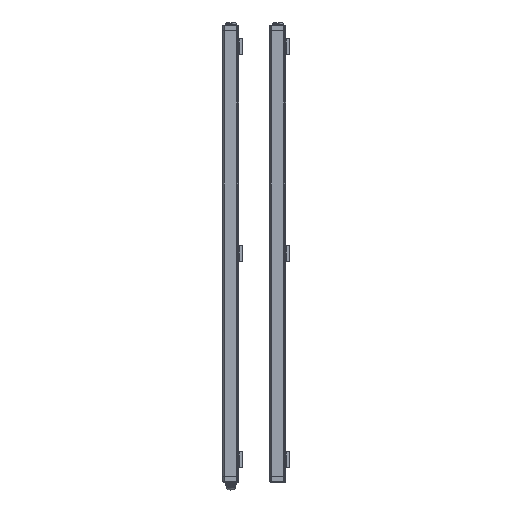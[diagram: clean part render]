
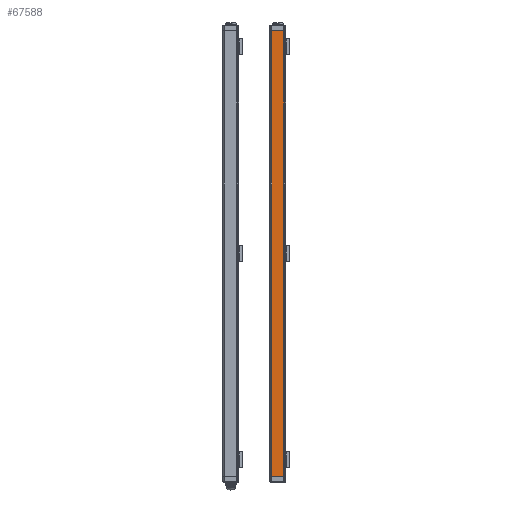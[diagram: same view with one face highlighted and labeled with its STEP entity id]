
A CAD part, top view. The second image highlights one B-rep face of the part: STEP entity #67588.
In plain terms, the highlighted planar face has unit normal (0, 0, 1).
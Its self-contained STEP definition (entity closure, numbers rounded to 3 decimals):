
#6292=LINE('',#136044,#12298);
#6454=LINE('',#136640,#12460);
#6457=LINE('',#136646,#12463);
#6458=LINE('',#136647,#12464);
#12298=VECTOR('',#93375,37.6);
#12460=VECTOR('',#93885,1398.5);
#12463=VECTOR('',#93890,1398.5);
#12464=VECTOR('',#93891,37.6);
#19214=FACE_OUTER_BOUND('',#23718,.T.);
#23718=EDGE_LOOP('',(#60167,#60168,#60169,#60170));
#32838=VERTEX_POINT('',#136041);
#32839=VERTEX_POINT('',#136043);
#33099=VERTEX_POINT('',#136639);
#33101=VERTEX_POINT('',#136645);
#42053=EDGE_CURVE('',#32838,#32839,#6292,.T.);
#42351=EDGE_CURVE('',#33099,#32839,#6454,.T.);
#42354=EDGE_CURVE('',#32838,#33101,#6457,.T.);
#42355=EDGE_CURVE('',#33099,#33101,#6458,.T.);
#60167=ORIENTED_EDGE('',*,*,#42354,.T.);
#60168=ORIENTED_EDGE('',*,*,#42355,.F.);
#60169=ORIENTED_EDGE('',*,*,#42351,.T.);
#60170=ORIENTED_EDGE('',*,*,#42053,.F.);
#63779=PLANE('',#74648);
#67588=ADVANCED_FACE('',(#19214),#63779,.T.);
#74648=AXIS2_PLACEMENT_3D('',#136644,#93888,#93889);
#93375=DIRECTION('',(-1.,0.,0.));
#93885=DIRECTION('',(0.,-1.,0.));
#93888=DIRECTION('center_axis',(0.,0.,
1.));
#93889=DIRECTION('ref_axis',(1.,0.,0.));
#93890=DIRECTION('',(0.,1.,0.));
#93891=DIRECTION('',(1.,0.,0.));
#136041=CARTESIAN_POINT('',(-109.017,-990.946,-307.536));
#136043=CARTESIAN_POINT('',(-146.617,-990.946,-307.536));
#136044=CARTESIAN_POINT('',(-109.017,-990.946,-307.536));
#136639=CARTESIAN_POINT('',(-146.617,407.554,-307.536));
#136640=CARTESIAN_POINT('',(-146.617,59.054,-307.536));
#136644=CARTESIAN_POINT('Origin',(-146.617,59.054,-307.536));
#136645=CARTESIAN_POINT('',(-109.017,407.554,-307.536));
#136646=CARTESIAN_POINT('',(-109.017,59.054,-307.536));
#136647=CARTESIAN_POINT('',(-146.617,407.554,-307.536));
